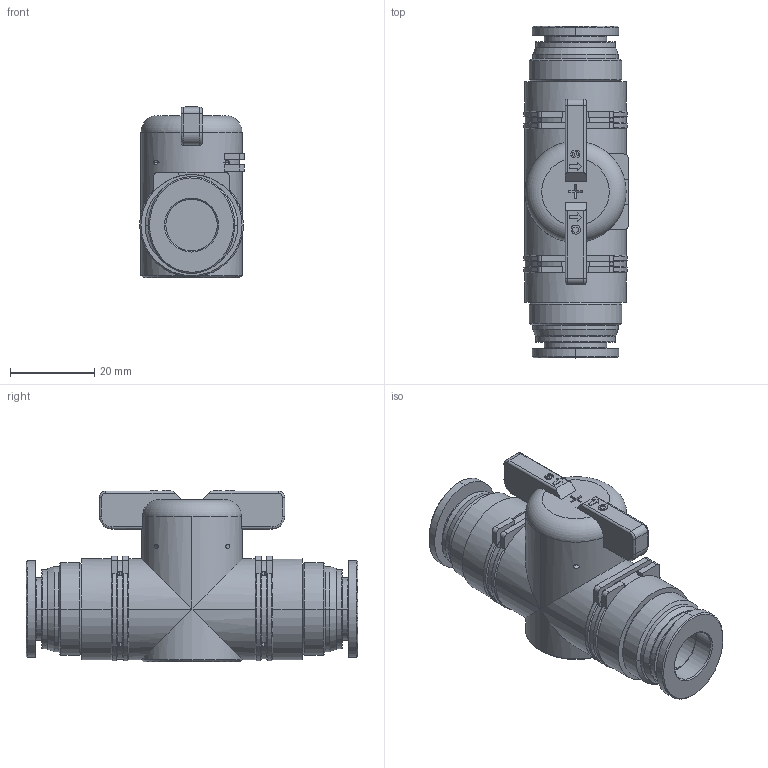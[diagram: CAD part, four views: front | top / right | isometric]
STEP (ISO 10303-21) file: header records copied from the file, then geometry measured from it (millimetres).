
FILE_DESCRIPTION((''),'2;1');
FILE_NAME('BUC601212-mdt.stp','2017-07-24T19:25:04',(''),(''),'Mechanical Desktop 2009','Mechanical Desktop 2009',', , ');
FILE_SCHEMA(('CONFIG_CONTROL_DESIGN'));
Length unit declared in the file: millimetre
Products named in the file (6): BUC601212-MDTA; BUC601212-MDT; BC12-60; COLLAR-12C; BOLT-M3; HA
Assembly tree (6 placements, depth 3):
  BUC601212-MDTA
    BUC601212-MDT
    BC12-60  x2
      COLLAR-12C
    BOLT-M3
    HA
Bounding box: 24.78 x 78.8 x 40.7 mm (x, y, z)
Volume: 38597.7 mm3; surface area: 10958.1 mm2
Topology: 1 solids, 3 shells, 398 faces, 1000 edges, 635 vertices
Faces by surface type: plane 222, cylinder 112, cone 32, torus 22, bspline 10
Entity records: 13915 total; most frequent: CARTESIAN_POINT 4240, ORIENTED_EDGE 1996, DIRECTION 1956, EDGE_CURVE 998, VECTOR 662, LINE 662, AXIS2_PLACEMENT_3D 647, VERTEX_POINT 635
